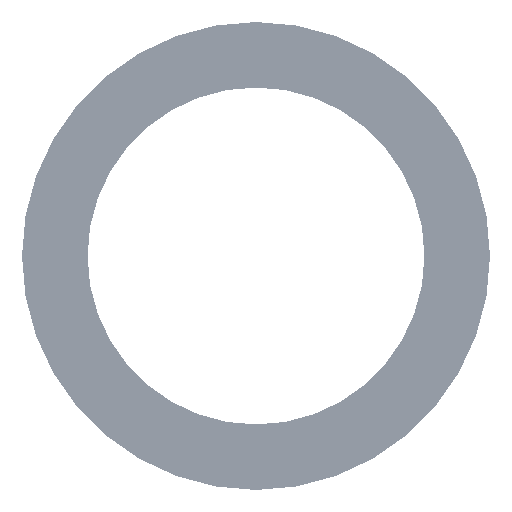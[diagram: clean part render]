
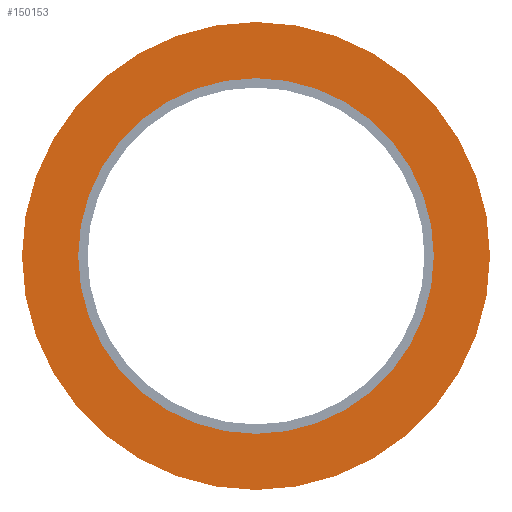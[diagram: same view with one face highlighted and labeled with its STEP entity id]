
A CAD part, left-side view. The second image highlights one B-rep face of the part: STEP entity #150153.
In plain terms, the highlighted planar face has unit normal (-1, 0, 0).
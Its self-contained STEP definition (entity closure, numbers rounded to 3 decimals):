
#874 = CARTESIAN_POINT ( 'NONE',  ( 0.9, 0., 0. ) ) ;
#13082 = VERTEX_POINT ( 'NONE', #130280 ) ;
#14576 = AXIS2_PLACEMENT_3D ( 'NONE', #33036, #133025, #47383 ) ;
#15196 = DIRECTION ( 'NONE',  ( 0., 0., 1. ) ) ;
#18851 = DIRECTION ( 'NONE',  ( 1., 0., 0. ) ) ;
#25375 = EDGE_CURVE ( 'NONE', #152613, #30146, #136069, .T. ) ;
#26846 = AXIS2_PLACEMENT_3D ( 'NONE', #874, #100828, #15196 ) ;
#27786 = AXIS2_PLACEMENT_3D ( 'NONE', #79033, #178973, #93326 ) ;
#30106 = ORIENTED_EDGE ( 'NONE', *, *, #25375, .F. ) ;
#30146 = VERTEX_POINT ( 'NONE', #120393 ) ;
#30429 = EDGE_LOOP ( 'NONE', ( #140754, #52191 ) ) ;
#32698 = DIRECTION ( 'NONE',  ( -1., 0., 0. ) ) ;
#33036 = CARTESIAN_POINT ( 'NONE',  ( 0.9, 0., 0. ) ) ;
#47383 = DIRECTION ( 'NONE',  ( 0., 0., 1. ) ) ;
#48357 = FACE_OUTER_BOUND ( 'NONE', #30429, .T. ) ;
#52191 = ORIENTED_EDGE ( 'NONE', *, *, #104524, .F. ) ;
#56858 = ORIENTED_EDGE ( 'NONE', *, *, #153289, .F. ) ;
#57014 = VERTEX_POINT ( 'NONE', #149581 ) ;
#64079 = PLANE ( 'NONE',  #27786 ) ;
#79033 = CARTESIAN_POINT ( 'NONE',  ( 0.9, 9.5, 0. ) ) ;
#93326 = DIRECTION ( 'NONE',  ( 0., 0., -1. ) ) ;
#97380 = CIRCLE ( 'NONE', #119885, 9.5 ) ;
#100828 = DIRECTION ( 'NONE',  ( -1., 0., 0. ) ) ;
#104511 = CARTESIAN_POINT ( 'NONE',  ( 0.9, 0., 0. ) ) ;
#104524 = EDGE_CURVE ( 'NONE', #57014, #13082, #117715, .T. ) ;
#117715 = CIRCLE ( 'NONE', #14576, 12.5 ) ;
#118363 = CARTESIAN_POINT ( 'NONE',  ( 0.9, 0., 0. ) ) ;
#118921 = DIRECTION ( 'NONE',  ( 0., 0., 1. ) ) ;
#119885 = AXIS2_PLACEMENT_3D ( 'NONE', #118363, #32698, #132688 ) ;
#120393 = CARTESIAN_POINT ( 'NONE',  ( 0.9, 0., -9.5 ) ) ;
#126498 = EDGE_LOOP ( 'NONE', ( #30106, #56858 ) ) ;
#130280 = CARTESIAN_POINT ( 'NONE',  ( 0.9, 0., 12.5 ) ) ;
#132688 = DIRECTION ( 'NONE',  ( 0., 0., 1. ) ) ;
#133025 = DIRECTION ( 'NONE',  ( 1., 0., 0. ) ) ;
#136069 = CIRCLE ( 'NONE', #26846, 9.5 ) ;
#140754 = ORIENTED_EDGE ( 'NONE', *, *, #169211, .F. ) ;
#144313 = AXIS2_PLACEMENT_3D ( 'NONE', #104511, #18851, #118921 ) ;
#149581 = CARTESIAN_POINT ( 'NONE',  ( 0.9, 0., -12.5 ) ) ;
#150153 = ADVANCED_FACE ( 'NONE', ( #48357, #157950 ), #64079, .F. ) ;
#152613 = VERTEX_POINT ( 'NONE', #165925 ) ;
#153289 = EDGE_CURVE ( 'NONE', #30146, #152613, #97380, .T. ) ;
#157600 = CIRCLE ( 'NONE', #144313, 12.5 ) ;
#157950 = FACE_BOUND ( 'NONE', #126498, .T. ) ;
#165925 = CARTESIAN_POINT ( 'NONE',  ( 0.9, 0., 9.5 ) ) ;
#169211 = EDGE_CURVE ( 'NONE', #13082, #57014, #157600, .T. ) ;
#178973 = DIRECTION ( 'NONE',  ( 1., 0., 0. ) ) ;
